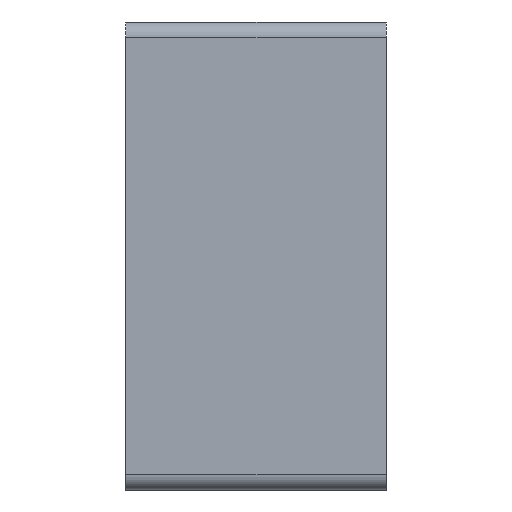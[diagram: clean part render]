
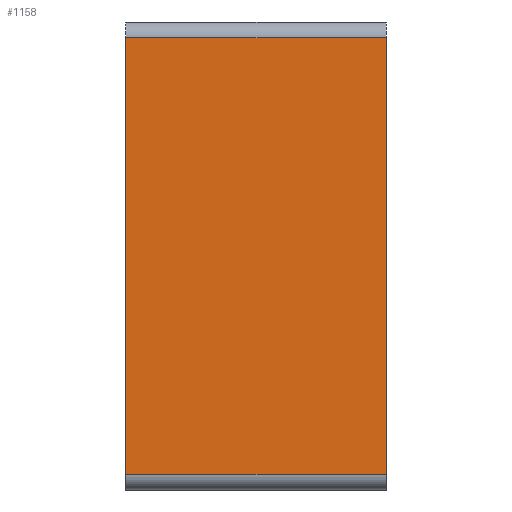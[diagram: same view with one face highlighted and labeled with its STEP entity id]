
A CAD part, left-side view. The second image highlights one B-rep face of the part: STEP entity #1158.
In plain terms, the highlighted planar face has unit normal (-1, 0, 0).
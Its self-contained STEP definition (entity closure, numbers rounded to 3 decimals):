
#968=CARTESIAN_POINT('',(-461.75,-3.0,83.75));
#969=VERTEX_POINT('',#968);
#977=CARTESIAN_POINT('',(-461.75,-3.0,-83.75));
#978=VERTEX_POINT('',#977);
#979=CARTESIAN_POINT('',(-461.75,-3.0,83.75));
#980=DIRECTION('',(0.0,0.0,-1.0));
#981=VECTOR('',#980,167.5);
#982=LINE('',#979,#981);
#983=EDGE_CURVE('',#969,#978,#982,.T.);
#1116=CARTESIAN_POINT('',(-461.75,97.0,83.75));
#1117=VERTEX_POINT('',#1116);
#1125=CARTESIAN_POINT('',(-461.75,-3.0,83.75));
#1126=DIRECTION('',(0.0,1.0,0.0));
#1127=VECTOR('',#1126,100.0);
#1128=LINE('',#1125,#1127);
#1129=EDGE_CURVE('',#969,#1117,#1128,.T.);
#1135=CARTESIAN_POINT('',(-461.75,0.0,-83.75));
#1136=DIRECTION('',(-1.0,0.0,0.0));
#1137=DIRECTION('',(0.0,0.0,1.0));
#1138=AXIS2_PLACEMENT_3D('',#1135,#1136,#1137);
#1139=PLANE('',#1138);
#1140=ORIENTED_EDGE('',*,*,#1129,.T.);
#1141=CARTESIAN_POINT('',(-461.75,97.0,-83.75));
#1142=VERTEX_POINT('',#1141);
#1143=CARTESIAN_POINT('',(-461.75,97.0,-83.75));
#1144=DIRECTION('',(0.0,0.0,1.0));
#1145=VECTOR('',#1144,167.5);
#1146=LINE('',#1143,#1145);
#1147=EDGE_CURVE('',#1142,#1117,#1146,.T.);
#1148=ORIENTED_EDGE('',*,*,#1147,.F.);
#1149=CARTESIAN_POINT('',(-461.75,-3.0,-83.75));
#1150=DIRECTION('',(0.0,1.0,0.0));
#1151=VECTOR('',#1150,100.0);
#1152=LINE('',#1149,#1151);
#1153=EDGE_CURVE('',#978,#1142,#1152,.T.);
#1154=ORIENTED_EDGE('',*,*,#1153,.F.);
#1155=ORIENTED_EDGE('',*,*,#983,.F.);
#1156=EDGE_LOOP('',(#1140,#1148,#1154,#1155));
#1157=FACE_OUTER_BOUND('',#1156,.T.);
#1158=ADVANCED_FACE('',(#1157),#1139,.T.);
